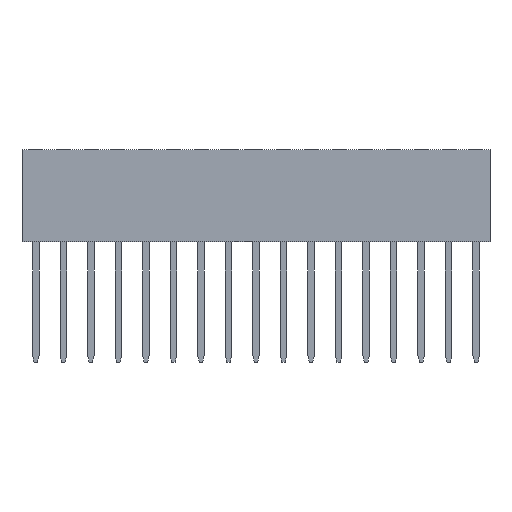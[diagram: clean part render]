
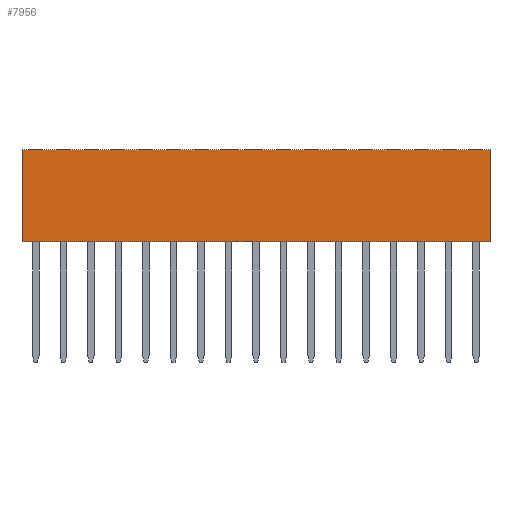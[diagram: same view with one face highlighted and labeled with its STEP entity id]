
A CAD part, left-side view. The second image highlights one B-rep face of the part: STEP entity #7956.
In plain terms, the highlighted planar face has unit normal (-1, 0, 0).
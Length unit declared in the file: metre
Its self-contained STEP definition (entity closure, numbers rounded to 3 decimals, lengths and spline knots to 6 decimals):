
#1959=ORIENTED_EDGE('',*,*,#3367,.T.);
#1960=ORIENTED_EDGE('',*,*,#3368,.T.);
#1961=ORIENTED_EDGE('',*,*,#3369,.F.);
#1962=ORIENTED_EDGE('',*,*,#3370,.F.);
#3367=EDGE_CURVE('',#4105,#4106,#5141,.T.);
#3368=EDGE_CURVE('',#4106,#4107,#5142,.T.);
#3369=EDGE_CURVE('',#4108,#4107,#5143,.T.);
#3370=EDGE_CURVE('',#4105,#4108,#5144,.T.);
#4105=VERTEX_POINT('',#13499);
#4106=VERTEX_POINT('',#13500);
#4107=VERTEX_POINT('',#13502);
#4108=VERTEX_POINT('',#13504);
#5141=LINE('',#13498,#6219);
#5142=LINE('',#13501,#6220);
#5143=LINE('',#13503,#6221);
#5144=LINE('',#13505,#6222);
#6219=VECTOR('',#11261,1.);
#6220=VECTOR('',#11262,1.);
#6221=VECTOR('',#11263,1.);
#6222=VECTOR('',#11264,1.);
#6634=EDGE_LOOP('',(#1959,#1960,#1961,#1962));
#7086=FACE_BOUND('',#6634,.T.);
#7538=PLANE('',#9462);
#7956=ADVANCED_FACE('',(#7086),#7538,.F.);
#9462=AXIS2_PLACEMENT_3D('',#13497,#11259,#11260);
#11259=DIRECTION('',(1.,0.,0.));
#11260=DIRECTION('',(0.,-1.,0.));
#11261=DIRECTION('',(0.,-1.,0.));
#11262=DIRECTION('',(0.,0.,1.));
#11263=DIRECTION('',(0.,-1.,0.));
#11264=DIRECTION('',(0.,0.,1.));
#13497=CARTESIAN_POINT('',(-0.00127,0.00127,0.));
#13498=CARTESIAN_POINT('',(-0.00127,0.00127,0.));
#13499=CARTESIAN_POINT('',(-0.00127,0.00127,0.));
#13500=CARTESIAN_POINT('',(-0.00127,-0.04191,0.));
#13501=CARTESIAN_POINT('',(-0.00127,-0.04191,0.));
#13502=CARTESIAN_POINT('',(-0.00127,-0.04191,0.0085));
#13503=CARTESIAN_POINT('',(-0.00127,0.00127,0.0085));
#13504=CARTESIAN_POINT('',(-0.00127,0.00127,0.0085));
#13505=CARTESIAN_POINT('',(-0.00127,0.00127,0.));
